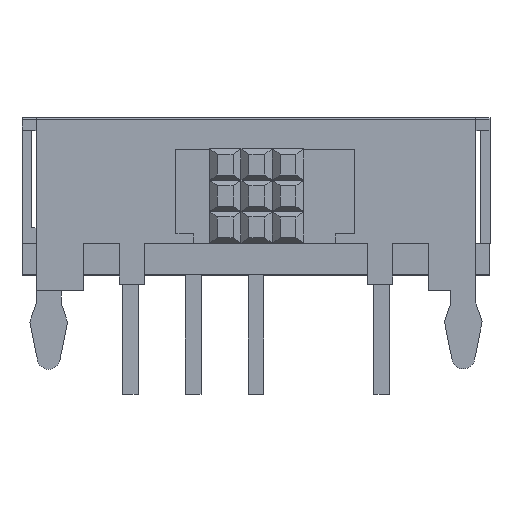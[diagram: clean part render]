
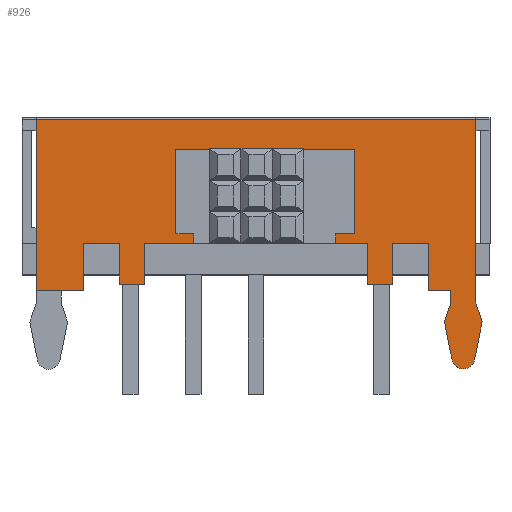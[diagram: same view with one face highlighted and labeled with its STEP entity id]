
A CAD part, top view. The second image highlights one B-rep face of the part: STEP entity #926.
In plain terms, the highlighted face is planar.
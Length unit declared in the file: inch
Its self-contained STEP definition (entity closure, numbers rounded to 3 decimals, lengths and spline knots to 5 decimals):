
#662=CARTESIAN_POINT('',(0.11811,-0.19511,-0.27397));
#663=VERTEX_POINT('',#662);
#670=CARTESIAN_POINT('',(0.11811,-0.19511,-0.24572));
#671=VERTEX_POINT('',#670);
#672=CARTESIAN_POINT('',(0.11811,-0.19229,-0.25984));
#673=DIRECTION('',(-1.,0.0,0.0));
#674=DIRECTION('',(0.0,-0.196,0.981));
#675=AXIS2_PLACEMENT_3D('',#672,#673,#674);
#676=CIRCLE('',#675,0.01441);
#677=EDGE_CURVE('',#663,#671,#676,.T.);
#688=CARTESIAN_POINT('',(0.11811,-0.10827,0.0));
#689=DIRECTION('',(1.0,0.0,0.0));
#690=DIRECTION('',(0.0,0.0,-1.0));
#691=AXIS2_PLACEMENT_3D('',#688,#689,#690);
#692=PLANE('',#691);
#693=ORIENTED_EDGE('',*,*,#677,.F.);
#694=CARTESIAN_POINT('',(0.11811,-0.14764,-0.28346));
#695=VERTEX_POINT('',#694);
#696=CARTESIAN_POINT('',(0.11811,-0.19511,-0.27397));
#697=DIRECTION('',(0.0,0.981,-0.196));
#698=VECTOR('',#697,0.04841);
#699=LINE('',#696,#698);
#700=EDGE_CURVE('',#663,#695,#699,.T.);
#701=ORIENTED_EDGE('',*,*,#700,.T.);
#702=CARTESIAN_POINT('',(0.11811,-0.12402,-0.27559));
#703=VERTEX_POINT('',#702);
#704=CARTESIAN_POINT('',(0.11811,-0.14764,-0.28346));
#705=DIRECTION('',(0.0,0.949,0.316));
#706=VECTOR('',#705,0.0249);
#707=LINE('',#704,#706);
#708=EDGE_CURVE('',#695,#703,#707,.T.);
#709=ORIENTED_EDGE('',*,*,#708,.T.);
#710=CARTESIAN_POINT('',(0.11811,0.1063,-0.27559));
#711=VERTEX_POINT('',#710);
#712=CARTESIAN_POINT('',(0.11811,-0.12402,-0.27559));
#713=DIRECTION('',(0.0,1.0,0.0));
#714=VECTOR('',#713,0.23031);
#715=LINE('',#712,#714);
#716=EDGE_CURVE('',#703,#711,#715,.T.);
#717=ORIENTED_EDGE('',*,*,#716,.T.);
#718=CARTESIAN_POINT('',(0.11811,0.1063,0.27559));
#719=VERTEX_POINT('',#718);
#720=CARTESIAN_POINT('',(0.11811,0.1063,0.27559));
#721=DIRECTION('',(0.0,0.0,-1.0));
#722=VECTOR('',#721,0.55118);
#723=LINE('',#720,#722);
#724=EDGE_CURVE('',#719,#711,#723,.T.);
#725=ORIENTED_EDGE('',*,*,#724,.F.);
#726=CARTESIAN_POINT('',(0.11811,-0.10827,0.27559));
#727=VERTEX_POINT('',#726);
#728=CARTESIAN_POINT('',(0.11811,0.1063,0.27559));
#729=DIRECTION('',(0.0,-1.0,0.0));
#730=VECTOR('',#729,0.21457);
#731=LINE('',#728,#730);
#732=EDGE_CURVE('',#719,#727,#731,.T.);
#733=ORIENTED_EDGE('',*,*,#732,.T.);
#734=CARTESIAN_POINT('',(0.11811,-0.10827,0.21654));
#735=VERTEX_POINT('',#734);
#736=CARTESIAN_POINT('',(0.11811,-0.10827,0.27559));
#737=DIRECTION('',(0.0,0.0,-1.0));
#738=VECTOR('',#737,0.05906);
#739=LINE('',#736,#738);
#740=EDGE_CURVE('',#727,#735,#739,.T.);
#741=ORIENTED_EDGE('',*,*,#740,.T.);
#742=CARTESIAN_POINT('',(0.11811,-0.04921,0.21654));
#743=VERTEX_POINT('',#742);
#744=CARTESIAN_POINT('',(0.11811,-0.10827,0.21654));
#745=DIRECTION('',(0.0,1.0,0.0));
#746=VECTOR('',#745,0.05906);
#747=LINE('',#744,#746);
#748=EDGE_CURVE('',#735,#743,#747,.T.);
#749=ORIENTED_EDGE('',*,*,#748,.T.);
#750=CARTESIAN_POINT('',(0.11811,-0.04921,0.17126));
#751=VERTEX_POINT('',#750);
#752=CARTESIAN_POINT('',(0.11811,-0.04921,0.21654));
#753=DIRECTION('',(0.0,0.0,-1.0));
#754=VECTOR('',#753,0.04528);
#755=LINE('',#752,#754);
#756=EDGE_CURVE('',#743,#751,#755,.T.);
#757=ORIENTED_EDGE('',*,*,#756,.T.);
#758=CARTESIAN_POINT('',(0.11811,-0.10039,0.17126));
#759=VERTEX_POINT('',#758);
#760=CARTESIAN_POINT('',(0.11811,-0.04921,0.17126));
#761=DIRECTION('',(0.0,-1.0,0.0));
#762=VECTOR('',#761,0.05118);
#763=LINE('',#760,#762);
#764=EDGE_CURVE('',#751,#759,#763,.T.);
#765=ORIENTED_EDGE('',*,*,#764,.T.);
#766=CARTESIAN_POINT('',(0.11811,-0.10039,0.13976));
#767=VERTEX_POINT('',#766);
#768=CARTESIAN_POINT('',(0.11811,-0.10039,0.17126));
#769=DIRECTION('',(0.0,0.0,-1.0));
#770=VECTOR('',#769,0.0315);
#771=LINE('',#768,#770);
#772=EDGE_CURVE('',#759,#767,#771,.T.);
#773=ORIENTED_EDGE('',*,*,#772,.T.);
#774=CARTESIAN_POINT('',(0.11811,-0.04921,0.13976));
#775=VERTEX_POINT('',#774);
#776=CARTESIAN_POINT('',(0.11811,-0.10039,0.13976));
#777=DIRECTION('',(0.0,1.0,0.0));
#778=VECTOR('',#777,0.05118);
#779=LINE('',#776,#778);
#780=EDGE_CURVE('',#767,#775,#779,.T.);
#781=ORIENTED_EDGE('',*,*,#780,.T.);
#782=CARTESIAN_POINT('',(0.11811,-0.04921,0.0781));
#783=VERTEX_POINT('',#782);
#784=CARTESIAN_POINT('',(0.11811,-0.04921,0.13976));
#785=DIRECTION('',(0.0,0.0,-1.0));
#786=VECTOR('',#785,0.06166);
#787=LINE('',#784,#786);
#788=EDGE_CURVE('',#775,#783,#787,.T.);
#789=ORIENTED_EDGE('',*,*,#788,.T.);
#790=CARTESIAN_POINT('',(0.11811,-0.0374,0.0781));
#791=VERTEX_POINT('',#790);
#792=CARTESIAN_POINT('',(0.11811,-0.04921,0.0781));
#793=DIRECTION('',(0.0,1.0,0.0));
#794=VECTOR('',#793,0.01181);
#795=LINE('',#792,#794);
#796=EDGE_CURVE('',#783,#791,#795,.T.);
#797=ORIENTED_EDGE('',*,*,#796,.T.);
#798=CARTESIAN_POINT('',(0.11811,-0.0374,0.10039));
#799=VERTEX_POINT('',#798);
#800=CARTESIAN_POINT('',(0.11811,-0.0374,0.0781));
#801=DIRECTION('',(0.0,0.0,1.0));
#802=VECTOR('',#801,0.02229);
#803=LINE('',#800,#802);
#804=EDGE_CURVE('',#791,#799,#803,.T.);
#805=ORIENTED_EDGE('',*,*,#804,.T.);
#806=CARTESIAN_POINT('',(0.11811,0.0689,0.10039));
#807=VERTEX_POINT('',#806);
#808=CARTESIAN_POINT('',(0.11811,-0.0374,0.10039));
#809=DIRECTION('',(0.0,1.0,0.0));
#810=VECTOR('',#809,0.1063);
#811=LINE('',#808,#810);
#812=EDGE_CURVE('',#799,#807,#811,.T.);
#813=ORIENTED_EDGE('',*,*,#812,.T.);
#814=CARTESIAN_POINT('',(0.11811,0.0689,-0.12402));
#815=VERTEX_POINT('',#814);
#816=CARTESIAN_POINT('',(0.11811,0.0689,0.10039));
#817=DIRECTION('',(0.0,0.0,-1.0));
#818=VECTOR('',#817,0.22441);
#819=LINE('',#816,#818);
#820=EDGE_CURVE('',#807,#815,#819,.T.);
#821=ORIENTED_EDGE('',*,*,#820,.T.);
#822=CARTESIAN_POINT('',(0.11811,-0.0374,-0.12402));
#823=VERTEX_POINT('',#822);
#824=CARTESIAN_POINT('',(0.11811,0.0689,-0.12402));
#825=DIRECTION('',(0.0,-1.0,0.0));
#826=VECTOR('',#825,0.1063);
#827=LINE('',#824,#826);
#828=EDGE_CURVE('',#815,#823,#827,.T.);
#829=ORIENTED_EDGE('',*,*,#828,.T.);
#830=CARTESIAN_POINT('',(0.11811,-0.0374,-0.09976));
#831=VERTEX_POINT('',#830);
#832=CARTESIAN_POINT('',(0.11811,-0.0374,-0.12402));
#833=DIRECTION('',(0.0,0.0,1.0));
#834=VECTOR('',#833,0.02426);
#835=LINE('',#832,#834);
#836=EDGE_CURVE('',#823,#831,#835,.T.);
#837=ORIENTED_EDGE('',*,*,#836,.T.);
#838=CARTESIAN_POINT('',(0.11811,-0.04921,-0.09976));
#839=VERTEX_POINT('',#838);
#840=CARTESIAN_POINT('',(0.11811,-0.0374,-0.09976));
#841=DIRECTION('',(0.0,-1.0,0.0));
#842=VECTOR('',#841,0.01181);
#843=LINE('',#840,#842);
#844=EDGE_CURVE('',#831,#839,#843,.T.);
#845=ORIENTED_EDGE('',*,*,#844,.T.);
#846=CARTESIAN_POINT('',(0.11811,-0.04921,-0.13976));
#847=VERTEX_POINT('',#846);
#848=CARTESIAN_POINT('',(0.11811,-0.04921,-0.09976));
#849=DIRECTION('',(0.0,0.0,-1.0));
#850=VECTOR('',#849,0.04001);
#851=LINE('',#848,#850);
#852=EDGE_CURVE('',#839,#847,#851,.T.);
#853=ORIENTED_EDGE('',*,*,#852,.T.);
#854=CARTESIAN_POINT('',(0.11811,-0.10039,-0.13976));
#855=VERTEX_POINT('',#854);
#856=CARTESIAN_POINT('',(0.11811,-0.04921,-0.13976));
#857=DIRECTION('',(0.0,-1.0,0.0));
#858=VECTOR('',#857,0.05118);
#859=LINE('',#856,#858);
#860=EDGE_CURVE('',#847,#855,#859,.T.);
#861=ORIENTED_EDGE('',*,*,#860,.T.);
#862=CARTESIAN_POINT('',(0.11811,-0.10039,-0.17126));
#863=VERTEX_POINT('',#862);
#864=CARTESIAN_POINT('',(0.11811,-0.10039,-0.13976));
#865=DIRECTION('',(0.0,0.0,-1.0));
#866=VECTOR('',#865,0.0315);
#867=LINE('',#864,#866);
#868=EDGE_CURVE('',#855,#863,#867,.T.);
#869=ORIENTED_EDGE('',*,*,#868,.T.);
#870=CARTESIAN_POINT('',(0.11811,-0.04921,-0.17126));
#871=VERTEX_POINT('',#870);
#872=CARTESIAN_POINT('',(0.11811,-0.10039,-0.17126));
#873=DIRECTION('',(0.0,1.0,0.0));
#874=VECTOR('',#873,0.05118);
#875=LINE('',#872,#874);
#876=EDGE_CURVE('',#863,#871,#875,.T.);
#877=ORIENTED_EDGE('',*,*,#876,.T.);
#878=CARTESIAN_POINT('',(0.11811,-0.04921,-0.21654));
#879=VERTEX_POINT('',#878);
#880=CARTESIAN_POINT('',(0.11811,-0.04921,-0.17126));
#881=DIRECTION('',(0.0,0.0,-1.0));
#882=VECTOR('',#881,0.04528);
#883=LINE('',#880,#882);
#884=EDGE_CURVE('',#871,#879,#883,.T.);
#885=ORIENTED_EDGE('',*,*,#884,.T.);
#886=CARTESIAN_POINT('',(0.11811,-0.10827,-0.21654));
#887=VERTEX_POINT('',#886);
#888=CARTESIAN_POINT('',(0.11811,-0.04921,-0.21654));
#889=DIRECTION('',(0.0,-1.0,0.0));
#890=VECTOR('',#889,0.05906);
#891=LINE('',#888,#890);
#892=EDGE_CURVE('',#879,#887,#891,.T.);
#893=ORIENTED_EDGE('',*,*,#892,.T.);
#894=CARTESIAN_POINT('',(0.11811,-0.10827,-0.24409));
#895=VERTEX_POINT('',#894);
#896=CARTESIAN_POINT('',(0.11811,-0.10827,-0.21654));
#897=DIRECTION('',(0.0,0.0,-1.0));
#898=VECTOR('',#897,0.02756);
#899=LINE('',#896,#898);
#900=EDGE_CURVE('',#887,#895,#899,.T.);
#901=ORIENTED_EDGE('',*,*,#900,.T.);
#902=CARTESIAN_POINT('',(0.11811,-0.12402,-0.24409));
#903=VERTEX_POINT('',#902);
#904=CARTESIAN_POINT('',(0.11811,-0.10827,-0.24409));
#905=DIRECTION('',(0.0,-1.0,0.0));
#906=VECTOR('',#905,0.01575);
#907=LINE('',#904,#906);
#908=EDGE_CURVE('',#895,#903,#907,.T.);
#909=ORIENTED_EDGE('',*,*,#908,.T.);
#910=CARTESIAN_POINT('',(0.11811,-0.14764,-0.23622));
#911=VERTEX_POINT('',#910);
#912=CARTESIAN_POINT('',(0.11811,-0.12402,-0.24409));
#913=DIRECTION('',(0.0,-0.949,0.316));
#914=VECTOR('',#913,0.0249);
#915=LINE('',#912,#914);
#916=EDGE_CURVE('',#903,#911,#915,.T.);
#917=ORIENTED_EDGE('',*,*,#916,.T.);
#918=CARTESIAN_POINT('',(0.11811,-0.14764,-0.23622));
#919=DIRECTION('',(0.0,-0.981,-0.196));
#920=VECTOR('',#919,0.04841);
#921=LINE('',#918,#920);
#922=EDGE_CURVE('',#911,#671,#921,.T.);
#923=ORIENTED_EDGE('',*,*,#922,.T.);
#924=EDGE_LOOP('',(#693,#701,#709,#717,#725,#733,#741,#749,#757,#765,#773,#781,#789,#797,#805,#813,#821,#829,#837,#845,#853,#861,#869,#877,#885,#893,#901,#909,#917,#923));
#925=FACE_OUTER_BOUND('',#924,.T.);
#926=ADVANCED_FACE('',(#925),#692,.T.);
